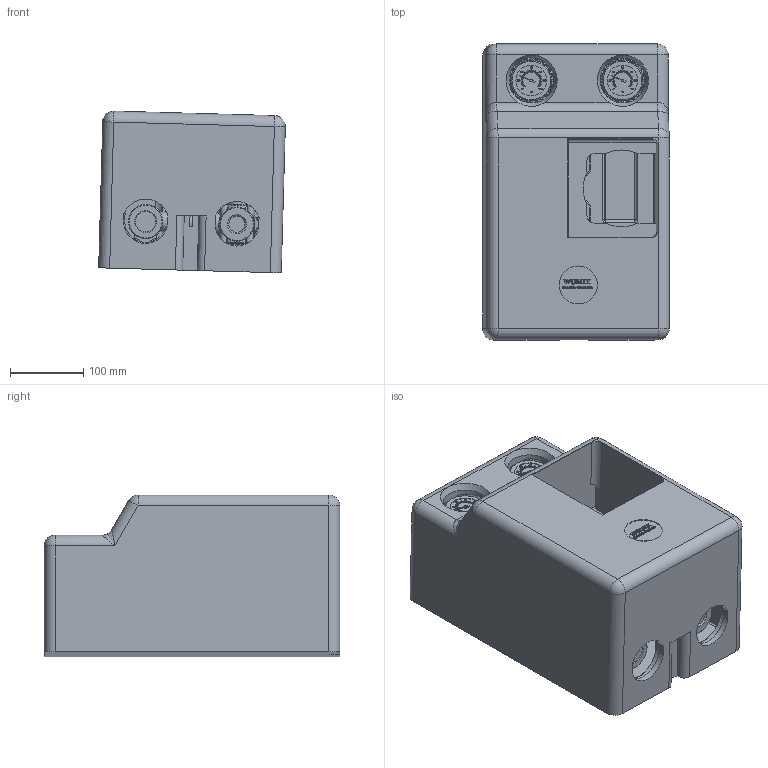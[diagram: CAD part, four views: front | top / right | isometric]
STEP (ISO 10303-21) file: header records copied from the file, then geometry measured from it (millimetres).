
FILE_DESCRIPTION(/* description */ (''),/* implementation_level */ '2;1');
FILE_NAME(/* name */ 'SMT125-DN25.stp',/* time_stamp */ '2015-11-26T21:40:09+01:00',/* author */ ('ARTUR'),/* organization */ (''),/* preprocessor_version */ 'ST-DEVELOPER v15.6',/* originating_system */ 'Autodesk Inventor 2015',/* authorisation */ '');
FILE_SCHEMA (('CONFIG_CONTROL_DESIGN'));
Products named in the file (1): SMT125-DN25
Bounding box: 255.49 x 405 x 221.48 mm (x, y, z)
Volume: 10116833.8 mm3; surface area: 1074133.5 mm2
Topology: 1 solids, 1 shells, 3305 faces, 9144 edges, 5894 vertices
Faces by surface type: plane 1895, cylinder 774, bspline 435, cone 75, sphere 63, torus 63
Full cylindrical faces by diameter (mm): 2.5 x4, 4.917 x6, 6.5 x2, 8.5 x1, 9 x1, 10 x4, 12 x2, 13 x2, 13.654 x2, 20 x1, 22 x2, 25 x2, 26.8 x1, 27 x1, 29 x1, 30 x3, 33 x5, 35 x2, 40 x4, 42 x3, 42.5 x2, 45 x2, 47 x3, 52 x3, 56 x2, 62 x2
Entity records: 111947 total; most frequent: CARTESIAN_POINT 28543, ORIENTED_EDGE 17814, DIRECTION 15613, EDGE_CURVE 8907, LINE 6015, VECTOR 6015, VERTEX_POINT 5837, AXIS2_PLACEMENT_3D 4799
